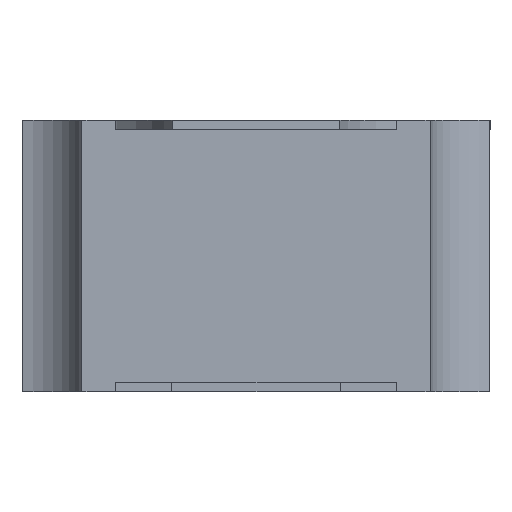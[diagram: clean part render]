
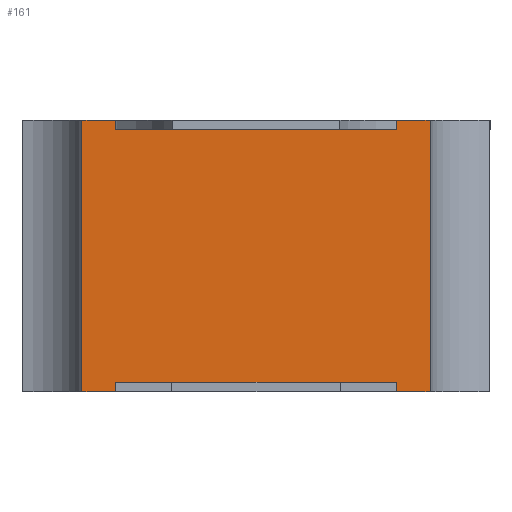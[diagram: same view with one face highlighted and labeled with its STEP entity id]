
A CAD part, left-side view. The second image highlights one B-rep face of the part: STEP entity #161.
In plain terms, the highlighted planar face has unit normal (-1, 0, 0).
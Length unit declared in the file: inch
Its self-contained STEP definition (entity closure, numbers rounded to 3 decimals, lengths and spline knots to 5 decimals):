
#16 = CARTESIAN_POINT ( 'NONE',  ( -0.0625, 0.02999, 0. ) ) ;
#33 = VECTOR ( 'NONE', #2409, 39.37008 ) ;
#72 = EDGE_CURVE ( 'NONE', #271, #1860, #785, .T. ) ;
#90 = DIRECTION ( 'NONE',  ( 0., -1., 0. ) ) ;
#161 = ADVANCED_FACE ( 'NONE', ( #2782 ), #2553, .F. ) ;
#175 = CARTESIAN_POINT ( 'NONE',  ( -0.0625, -0.02999, 0.056 ) ) ;
#183 = ORIENTED_EDGE ( 'NONE', *, *, #2526, .T. ) ;
#200 = VECTOR ( 'NONE', #952, 39.37008 ) ;
#235 = AXIS2_PLACEMENT_3D ( 'NONE', #844, #617, #1035 ) ;
#271 = VERTEX_POINT ( 'NONE', #1163 ) ;
#287 = VERTEX_POINT ( 'NONE', #2458 ) ;
#302 = CARTESIAN_POINT ( 'NONE',  ( -0.0625, -0.02999, 0.002 ) ) ;
#399 = EDGE_CURVE ( 'NONE', #2401, #880, #2329, .T. ) ;
#477 = LINE ( 'NONE', #503, #33 ) ;
#482 = DIRECTION ( 'NONE',  ( 0., 0., 1. ) ) ;
#503 = CARTESIAN_POINT ( 'NONE',  ( -0.0625, 0.0372, 0.002 ) ) ;
#511 = CARTESIAN_POINT ( 'NONE',  ( -0.0625, -0.02999, 0.056 ) ) ;
#512 = CARTESIAN_POINT ( 'NONE',  ( -0.0625, 0.02999, 0.002 ) ) ;
#548 = ORIENTED_EDGE ( 'NONE', *, *, #72, .T. ) ;
#581 = ORIENTED_EDGE ( 'NONE', *, *, #2416, .T. ) ;
#617 = DIRECTION ( 'NONE',  ( 1., 0., 0. ) ) ;
#619 = DIRECTION ( 'NONE',  ( 0., -1., 0. ) ) ;
#634 = CARTESIAN_POINT ( 'NONE',  ( -0.0625, -0.02999, 0.058 ) ) ;
#657 = VERTEX_POINT ( 'NONE', #675 ) ;
#675 = CARTESIAN_POINT ( 'NONE',  ( -0.0625, -0.02999, 0.002 ) ) ;
#686 = ORIENTED_EDGE ( 'NONE', *, *, #962, .T. ) ;
#697 = VERTEX_POINT ( 'NONE', #2638 ) ;
#732 = EDGE_CURVE ( 'NONE', #1353, #880, #2295, .T. ) ;
#754 = DIRECTION ( 'NONE',  ( 0., 1., 0. ) ) ;
#785 = LINE ( 'NONE', #2055, #1965 ) ;
#803 = LINE ( 'NONE', #1896, #1565 ) ;
#828 = VECTOR ( 'NONE', #2524, 39.37008 ) ;
#841 = ORIENTED_EDGE ( 'NONE', *, *, #1571, .T. ) ;
#844 = CARTESIAN_POINT ( 'NONE',  ( -0.0625, -0.0372, 0.002 ) ) ;
#880 = VERTEX_POINT ( 'NONE', #634 ) ;
#907 = VECTOR ( 'NONE', #1804, 39.37008 ) ;
#952 = DIRECTION ( 'NONE',  ( 0., 0., -1. ) ) ;
#962 = EDGE_CURVE ( 'NONE', #287, #271, #477, .T. ) ;
#1031 = ORIENTED_EDGE ( 'NONE', *, *, #2445, .T. ) ;
#1035 = DIRECTION ( 'NONE',  ( 0., 0., -1. ) ) ;
#1109 = EDGE_CURVE ( 'NONE', #2758, #657, #1217, .T. ) ;
#1154 = CARTESIAN_POINT ( 'NONE',  ( -0.0625, -0.0372, 0.058 ) ) ;
#1163 = CARTESIAN_POINT ( 'NONE',  ( -0.0625, 0.0372, 0. ) ) ;
#1166 = CARTESIAN_POINT ( 'NONE',  ( -0.0625, 0.02999, 0.002 ) ) ;
#1183 = LINE ( 'NONE', #2017, #1698 ) ;
#1199 = ORIENTED_EDGE ( 'NONE', *, *, #2543, .T. ) ;
#1204 = VECTOR ( 'NONE', #619, 39.37008 ) ;
#1217 = LINE ( 'NONE', #2238, #2727 ) ;
#1296 = EDGE_CURVE ( 'NONE', #2401, #697, #2092, .T. ) ;
#1325 = VERTEX_POINT ( 'NONE', #2316 ) ;
#1326 = CARTESIAN_POINT ( 'NONE',  ( -0.0625, 0.02999, 0.056 ) ) ;
#1353 = VERTEX_POINT ( 'NONE', #175 ) ;
#1380 = LINE ( 'NONE', #302, #200 ) ;
#1385 = CARTESIAN_POINT ( 'NONE',  ( -0.0625, 0.02999, 0.058 ) ) ;
#1406 = DIRECTION ( 'NONE',  ( 0., 1., 0. ) ) ;
#1433 = LINE ( 'NONE', #2555, #1204 ) ;
#1450 = ORIENTED_EDGE ( 'NONE', *, *, #399, .T. ) ;
#1486 = DIRECTION ( 'NONE',  ( 0., 0., 1. ) ) ;
#1565 = VECTOR ( 'NONE', #1486, 39.37008 ) ;
#1571 = EDGE_CURVE ( 'NONE', #1970, #287, #2289, .T. ) ;
#1598 = CARTESIAN_POINT ( 'NONE',  ( -0.0625, -0.0525, 0.058 ) ) ;
#1608 = LINE ( 'NONE', #512, #907 ) ;
#1666 = VECTOR ( 'NONE', #482, 39.37008 ) ;
#1698 = VECTOR ( 'NONE', #1406, 39.37008 ) ;
#1751 = ORIENTED_EDGE ( 'NONE', *, *, #1956, .F. ) ;
#1804 = DIRECTION ( 'NONE',  ( 0., 0., -1. ) ) ;
#1860 = VERTEX_POINT ( 'NONE', #16 ) ;
#1896 = CARTESIAN_POINT ( 'NONE',  ( -0.0625, 0.02999, 0.056 ) ) ;
#1905 = CARTESIAN_POINT ( 'NONE',  ( -0.0625, -0.0372, 0.002 ) ) ;
#1956 = EDGE_CURVE ( 'NONE', #2758, #1860, #1608, .T. ) ;
#1965 = VECTOR ( 'NONE', #2712, 39.37008 ) ;
#1970 = VERTEX_POINT ( 'NONE', #1385 ) ;
#2017 = CARTESIAN_POINT ( 'NONE',  ( -0.0625, -0.0525, 0.056 ) ) ;
#2055 = CARTESIAN_POINT ( 'NONE',  ( -0.0625, -0.0372, 0. ) ) ;
#2092 = LINE ( 'NONE', #1905, #828 ) ;
#2148 = ORIENTED_EDGE ( 'NONE', *, *, #732, .F. ) ;
#2188 = VECTOR ( 'NONE', #2520, 39.37008 ) ;
#2215 = VERTEX_POINT ( 'NONE', #1326 ) ;
#2238 = CARTESIAN_POINT ( 'NONE',  ( -0.0625, -0.02999, 0.002 ) ) ;
#2289 = LINE ( 'NONE', #1598, #2527 ) ;
#2295 = LINE ( 'NONE', #511, #1666 ) ;
#2316 = CARTESIAN_POINT ( 'NONE',  ( -0.0625, -0.02999, 0. ) ) ;
#2329 = LINE ( 'NONE', #2511, #2188 ) ;
#2386 = ORIENTED_EDGE ( 'NONE', *, *, #1109, .T. ) ;
#2401 = VERTEX_POINT ( 'NONE', #1154 ) ;
#2409 = DIRECTION ( 'NONE',  ( 0., 0., -1. ) ) ;
#2416 = EDGE_CURVE ( 'NONE', #1353, #2215, #1183, .T. ) ;
#2445 = EDGE_CURVE ( 'NONE', #657, #1325, #1380, .T. ) ;
#2458 = CARTESIAN_POINT ( 'NONE',  ( -0.0625, 0.0372, 0.058 ) ) ;
#2511 = CARTESIAN_POINT ( 'NONE',  ( -0.0625, -0.0525, 0.058 ) ) ;
#2520 = DIRECTION ( 'NONE',  ( 0., 1., 0. ) ) ;
#2524 = DIRECTION ( 'NONE',  ( 0., 0., -1. ) ) ;
#2526 = EDGE_CURVE ( 'NONE', #1325, #697, #1433, .T. ) ;
#2527 = VECTOR ( 'NONE', #754, 39.37008 ) ;
#2543 = EDGE_CURVE ( 'NONE', #2215, #1970, #803, .T. ) ;
#2553 = PLANE ( 'NONE',  #235 ) ;
#2555 = CARTESIAN_POINT ( 'NONE',  ( -0.0625, -0.0372, 0. ) ) ;
#2638 = CARTESIAN_POINT ( 'NONE',  ( -0.0625, -0.0372, 0. ) ) ;
#2662 = EDGE_LOOP ( 'NONE', ( #1199, #841, #686, #548, #1751, #2386, #1031, #183, #2800, #1450, #2148, #581 ) ) ;
#2712 = DIRECTION ( 'NONE',  ( 0., -1., 0. ) ) ;
#2727 = VECTOR ( 'NONE', #90, 39.37008 ) ;
#2758 = VERTEX_POINT ( 'NONE', #1166 ) ;
#2782 = FACE_OUTER_BOUND ( 'NONE', #2662, .T. ) ;
#2800 = ORIENTED_EDGE ( 'NONE', *, *, #1296, .F. ) ;
